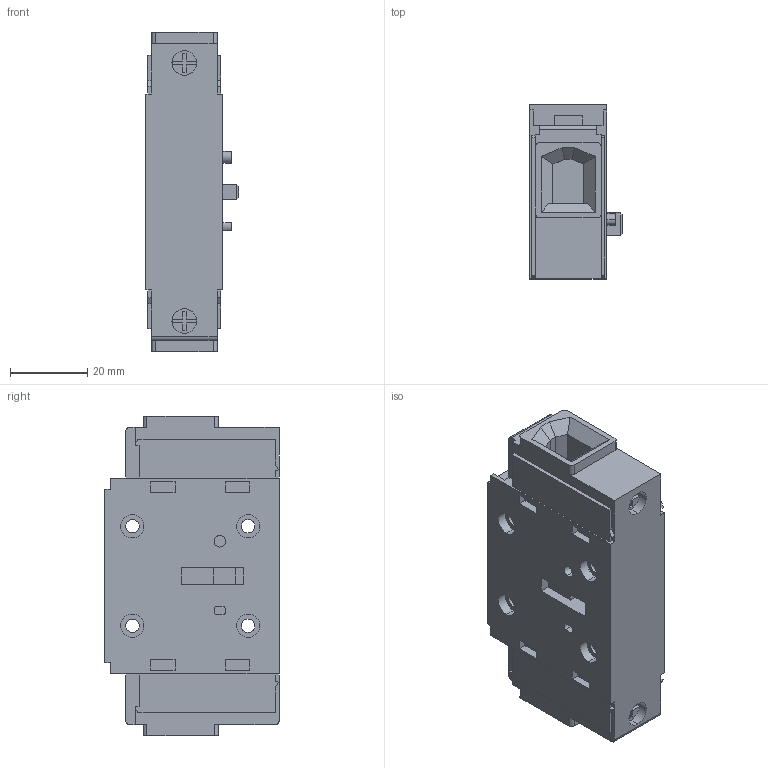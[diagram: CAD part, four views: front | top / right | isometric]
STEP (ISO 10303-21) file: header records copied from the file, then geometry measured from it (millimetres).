
FILE_DESCRIPTION((''),'2;1');
FILE_NAME('VZ3','2018-03-27T',('SESA468396'),('Schneider-Electric'),'PRO/ENGINEER BY PARAMETRIC TECHNOLOGY CORPORATION, 2015440','PRO/ENGINEER BY PARAMETRIC TECHNOLOGY CORPORATION, 2015440','');
FILE_SCHEMA(('CONFIG_CONTROL_DESIGN'));
Length unit declared in the file: millimetre
Products named in the file (1): VZ3
Bounding box: 24 x 45.2 x 82.85 mm (x, y, z)
Volume: 60732.8 mm3; surface area: 15175.8 mm2
Topology: 1 solids, 1 shells, 236 faces, 626 edges, 411 vertices
Faces by surface type: plane 197, cylinder 39
Entity records: 7278 total; most frequent: CARTESIAN_POINT 1273, ORIENTED_EDGE 1252, DIRECTION 1184, EDGE_CURVE 626, VECTOR 540, LINE 540, VERTEX_POINT 411, AXIS2_PLACEMENT_3D 322
